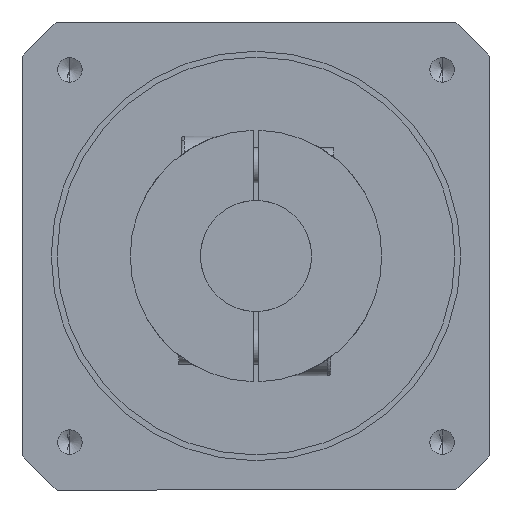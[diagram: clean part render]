
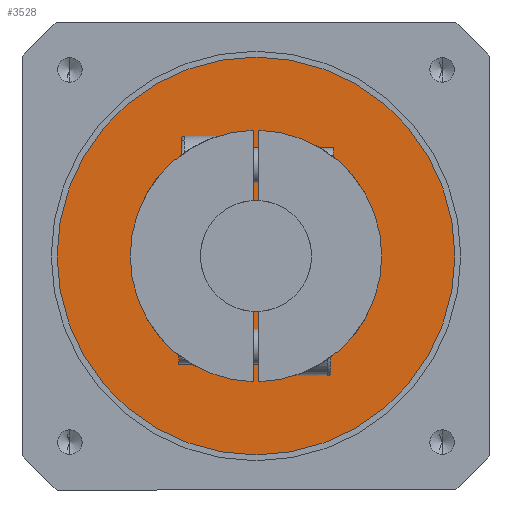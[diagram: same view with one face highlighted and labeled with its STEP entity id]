
A CAD part, front view. The second image highlights one B-rep face of the part: STEP entity #3528.
In plain terms, the highlighted planar face has unit normal (0, -1, 0).
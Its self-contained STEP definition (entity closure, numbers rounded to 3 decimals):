
#34 = ORIENTED_EDGE ( 'NONE', *, *, #4742, .F. ) ;
#155 = DIRECTION ( 'NONE',  ( 0., -1., 0. ) ) ;
#357 = VERTEX_POINT ( 'NONE', #1115 ) ;
#491 = VERTEX_POINT ( 'NONE', #4837 ) ;
#603 = VERTEX_POINT ( 'NONE', #3653 ) ;
#696 = VECTOR ( 'NONE', #4868, 1000. ) ;
#734 = CIRCLE ( 'NONE', #4729, 34. ) ;
#817 = AXIS2_PLACEMENT_3D ( 'NONE', #2524, #155, #2927 ) ;
#824 = VERTEX_POINT ( 'NONE', #1894 ) ;
#852 = DIRECTION ( 'NONE',  ( 0., -1., 0. ) ) ;
#1024 = ORIENTED_EDGE ( 'NONE', *, *, #4111, .F. ) ;
#1025 = CARTESIAN_POINT ( 'NONE',  ( 14.5, -37.5, 0. ) ) ;
#1039 = AXIS2_PLACEMENT_3D ( 'NONE', #2832, #2849, #2923 ) ;
#1048 = AXIS2_PLACEMENT_3D ( 'NONE', #1025, #4579, #2229 ) ;
#1077 = CARTESIAN_POINT ( 'NONE',  ( 0.5, -37.5, -14.491 ) ) ;
#1087 = ORIENTED_EDGE ( 'NONE', *, *, #1778, .F. ) ;
#1097 = ORIENTED_EDGE ( 'NONE', *, *, #2427, .F. ) ;
#1115 = CARTESIAN_POINT ( 'NONE',  ( 0.5, -37.5, -9.487 ) ) ;
#1121 = DIRECTION ( 'NONE',  ( 0., -1., 0. ) ) ;
#1126 = DIRECTION ( 'NONE',  ( 0., -1., 0. ) ) ;
#1143 = AXIS2_PLACEMENT_3D ( 'NONE', #3241, #852, #3633 ) ;
#1261 = EDGE_CURVE ( 'NONE', #1441, #1411, #4155, .T. ) ;
#1357 = ORIENTED_EDGE ( 'NONE', *, *, #3640, .F. ) ;
#1376 = EDGE_CURVE ( 'NONE', #5091, #4838, #2619, .T. ) ;
#1381 = CIRCLE ( 'NONE', #4723, 14.5 ) ;
#1411 = VERTEX_POINT ( 'NONE', #3324 ) ;
#1441 = VERTEX_POINT ( 'NONE', #3803 ) ;
#1479 = CIRCLE ( 'NONE', #817, 9.5 ) ;
#1510 = DIRECTION ( 'NONE',  ( 0., -1., 0. ) ) ;
#1526 = CARTESIAN_POINT ( 'NONE',  ( 0., -37.5, 0. ) ) ;
#1576 = CARTESIAN_POINT ( 'NONE',  ( -0.5, -37.5, -14.491 ) ) ;
#1608 = EDGE_CURVE ( 'NONE', #4904, #357, #3737, .T. ) ;
#1778 = EDGE_CURVE ( 'NONE', #4838, #1411, #4029, .T. ) ;
#1847 = ORIENTED_EDGE ( 'NONE', *, *, #4404, .T. ) ;
#1894 = CARTESIAN_POINT ( 'NONE',  ( 0.5, -37.5, 14.491 ) ) ;
#1905 = CARTESIAN_POINT ( 'NONE',  ( -0.5, -37.5, 27.956 ) ) ;
#1929 = DIRECTION ( 'NONE',  ( 0., 0., -1. ) ) ;
#1972 = EDGE_CURVE ( 'NONE', #5091, #824, #2317, .T. ) ;
#2021 = ORIENTED_EDGE ( 'NONE', *, *, #1972, .T. ) ;
#2048 = CARTESIAN_POINT ( 'NONE',  ( 0.5, -37.5, 9.487 ) ) ;
#2066 = FACE_OUTER_BOUND ( 'NONE', #2685, .T. ) ;
#2229 = DIRECTION ( 'NONE',  ( 0., 0., 1. ) ) ;
#2300 = EDGE_CURVE ( 'NONE', #2991, #5014, #4208, .T. ) ;
#2317 = LINE ( 'NONE', #2590, #4650 ) ;
#2427 = EDGE_CURVE ( 'NONE', #1441, #5014, #1381, .T. ) ;
#2491 = CARTESIAN_POINT ( 'NONE',  ( 0., -37.5, 34. ) ) ;
#2524 = CARTESIAN_POINT ( 'NONE',  ( 0., -37.5, 0. ) ) ;
#2590 = CARTESIAN_POINT ( 'NONE',  ( 0.5, -37.5, 27.956 ) ) ;
#2619 = CIRCLE ( 'NONE', #1039, 9.5 ) ;
#2685 = EDGE_LOOP ( 'NONE', ( #3947, #1847 ) ) ;
#2832 = CARTESIAN_POINT ( 'NONE',  ( 0., -37.5, 0. ) ) ;
#2849 = DIRECTION ( 'NONE',  ( 0., -1., 0. ) ) ;
#2870 = CARTESIAN_POINT ( 'NONE',  ( 0., -37.5, 0. ) ) ;
#2909 = CARTESIAN_POINT ( 'NONE',  ( 0., -37.5, 0. ) ) ;
#2923 = DIRECTION ( 'NONE',  ( 0., 0., 1. ) ) ;
#2927 = DIRECTION ( 'NONE',  ( 0., 0., 1. ) ) ;
#2942 = DIRECTION ( 'NONE',  ( 0., -1., 0. ) ) ;
#2989 = DIRECTION ( 'NONE',  ( 0., 0., 1. ) ) ;
#2991 = VERTEX_POINT ( 'NONE', #4924 ) ;
#3023 = CARTESIAN_POINT ( 'NONE',  ( 0., -37.5, 9.5 ) ) ;
#3093 = FACE_BOUND ( 'NONE', #4120, .T. ) ;
#3110 = VECTOR ( 'NONE', #4240, 1000. ) ;
#3175 = AXIS2_PLACEMENT_3D ( 'NONE', #3513, #1121, #3892 ) ;
#3201 = ORIENTED_EDGE ( 'NONE', *, *, #1376, .F. ) ;
#3241 = CARTESIAN_POINT ( 'NONE',  ( 0., -37.5, 0. ) ) ;
#3266 = EDGE_CURVE ( 'NONE', #491, #3350, #3842, .T. ) ;
#3324 = CARTESIAN_POINT ( 'NONE',  ( -0.5, -37.5, 9.487 ) ) ;
#3350 = VERTEX_POINT ( 'NONE', #2491 ) ;
#3386 = DIRECTION ( 'NONE',  ( 0., 0., -1. ) ) ;
#3498 = DIRECTION ( 'NONE',  ( 0., 0., -1. ) ) ;
#3513 = CARTESIAN_POINT ( 'NONE',  ( 0., -37.5, 0. ) ) ;
#3528 = ADVANCED_FACE ( 'NONE', ( #3093, #2066 ), #4963, .F. ) ;
#3545 = CIRCLE ( 'NONE', #3175, 9.5 ) ;
#3609 = AXIS2_PLACEMENT_3D ( 'NONE', #2870, #2942, #2989 ) ;
#3633 = DIRECTION ( 'NONE',  ( 0., 0., -1. ) ) ;
#3640 = EDGE_CURVE ( 'NONE', #603, #357, #3545, .T. ) ;
#3653 = CARTESIAN_POINT ( 'NONE',  ( 0., -37.5, -9.5 ) ) ;
#3737 = LINE ( 'NONE', #4917, #696 ) ;
#3803 = CARTESIAN_POINT ( 'NONE',  ( -0.5, -37.5, 14.491 ) ) ;
#3842 = CIRCLE ( 'NONE', #1143, 34. ) ;
#3871 = CARTESIAN_POINT ( 'NONE',  ( 0., -37.5, 0. ) ) ;
#3892 = DIRECTION ( 'NONE',  ( 0., 0., 1. ) ) ;
#3947 = ORIENTED_EDGE ( 'NONE', *, *, #3266, .T. ) ;
#3960 = CIRCLE ( 'NONE', #4559, 14.5 ) ;
#4029 = CIRCLE ( 'NONE', #3609, 9.5 ) ;
#4051 = ORIENTED_EDGE ( 'NONE', *, *, #1608, .T. ) ;
#4061 = ORIENTED_EDGE ( 'NONE', *, *, #1261, .T. ) ;
#4111 = EDGE_CURVE ( 'NONE', #4904, #824, #3960, .T. ) ;
#4120 = EDGE_LOOP ( 'NONE', ( #1097, #4061, #1087, #3201, #2021, #1024, #4051, #1357, #34, #4996 ) ) ;
#4155 = LINE ( 'NONE', #1905, #3110 ) ;
#4208 = LINE ( 'NONE', #5059, #5018 ) ;
#4240 = DIRECTION ( 'NONE',  ( 0., 0., -1. ) ) ;
#4257 = DIRECTION ( 'NONE',  ( 0., 0., -1. ) ) ;
#4278 = DIRECTION ( 'NONE',  ( 0., -1., 0. ) ) ;
#4404 = EDGE_CURVE ( 'NONE', #3350, #491, #734, .T. ) ;
#4559 = AXIS2_PLACEMENT_3D ( 'NONE', #3871, #1510, #4257 ) ;
#4579 = DIRECTION ( 'NONE',  ( 0., 1., 0. ) ) ;
#4650 = VECTOR ( 'NONE', #5145, 1000. ) ;
#4723 = AXIS2_PLACEMENT_3D ( 'NONE', #2909, #1126, #3386 ) ;
#4729 = AXIS2_PLACEMENT_3D ( 'NONE', #1526, #4278, #1929 ) ;
#4742 = EDGE_CURVE ( 'NONE', #2991, #603, #1479, .T. ) ;
#4837 = CARTESIAN_POINT ( 'NONE',  ( 0., -37.5, -34. ) ) ;
#4838 = VERTEX_POINT ( 'NONE', #3023 ) ;
#4868 = DIRECTION ( 'NONE',  ( 0., 0., 1. ) ) ;
#4904 = VERTEX_POINT ( 'NONE', #1077 ) ;
#4917 = CARTESIAN_POINT ( 'NONE',  ( 0.5, -37.5, 27.956 ) ) ;
#4924 = CARTESIAN_POINT ( 'NONE',  ( -0.5, -37.5, -9.487 ) ) ;
#4963 = PLANE ( 'NONE',  #1048 ) ;
#4996 = ORIENTED_EDGE ( 'NONE', *, *, #2300, .T. ) ;
#5014 = VERTEX_POINT ( 'NONE', #1576 ) ;
#5018 = VECTOR ( 'NONE', #3498, 1000. ) ;
#5059 = CARTESIAN_POINT ( 'NONE',  ( -0.5, -37.5, 27.956 ) ) ;
#5091 = VERTEX_POINT ( 'NONE', #2048 ) ;
#5145 = DIRECTION ( 'NONE',  ( 0., 0., 1. ) ) ;
